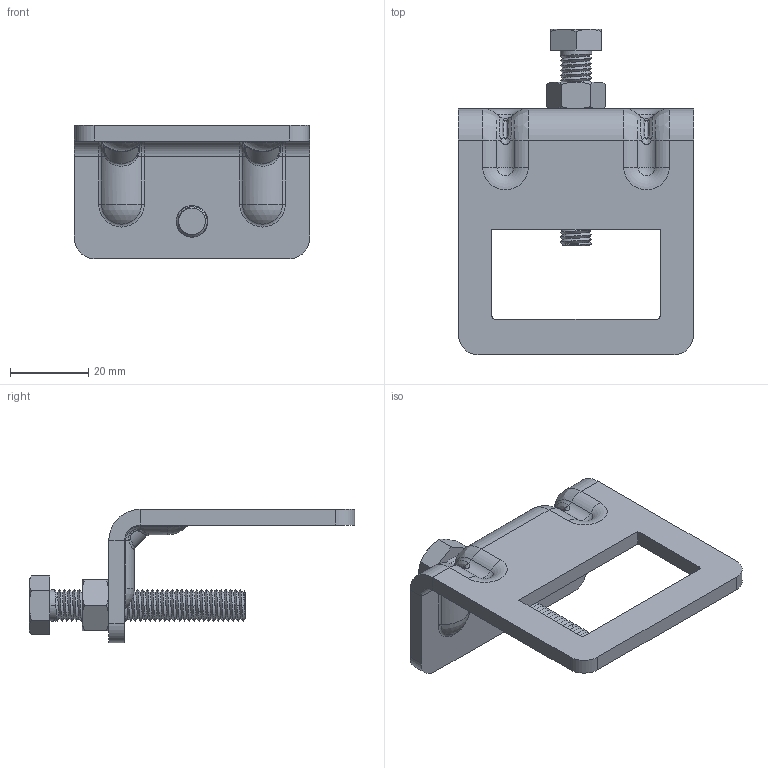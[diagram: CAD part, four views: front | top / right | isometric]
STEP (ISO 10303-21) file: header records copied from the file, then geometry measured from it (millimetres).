
FILE_DESCRIPTION((''),'2;1');
FILE_NAME('752401_ASM','2019-02-18T10:10:25',('tomasz.grudniewski'),(''),'CREO PARAMETRIC BY PTC INC, 2018400','CREO PARAMETRIC BY PTC INC, 2018400','');
FILE_SCHEMA(('CONFIG_CONTROL_DESIGN'));
Length unit declared in the file: millimetre
Products named in the file (4): UC_22; ISO4017-M8X50-8_8; ISO4032-M8-6; 752401_ASM
Assembly tree (3 placements, depth 2):
  752401_ASM
    UC_22
    ISO4017-M8X50-8_8
    ISO4032-M8-6
Bounding box: 60 x 83.1 x 34 mm (x, y, z)
Volume: 21371.1 mm3; surface area: 14650.5 mm2
Topology: 3 solids, 5 shells, 179 faces, 499 edges, 323 vertices
Faces by surface type: cylinder 51, bspline 44, plane 33, cone 23, torus 20, sphere 8
Entity records: 11909 total; most frequent: CARTESIAN_POINT 7607, ORIENTED_EDGE 982, DIRECTION 736, EDGE_CURVE 495, VERTEX_POINT 323, AXIS2_PLACEMENT_3D 299, B_SPLINE_CURVE_WITH_KNOTS 204, EDGE_LOOP 186
